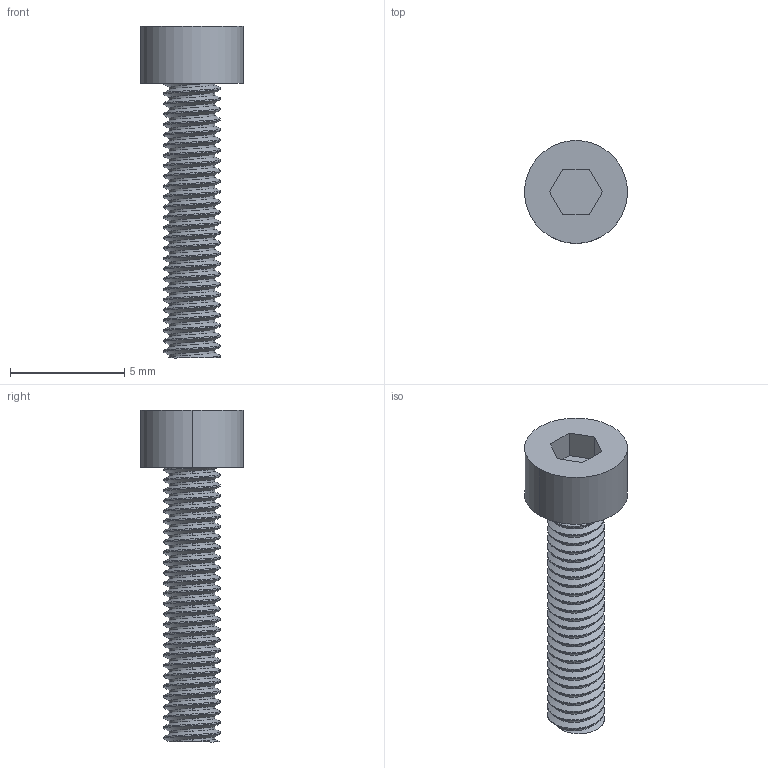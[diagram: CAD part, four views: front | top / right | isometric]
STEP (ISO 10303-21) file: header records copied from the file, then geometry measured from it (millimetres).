
FILE_DESCRIPTION (( 'STEP AP214' ), '1' );
FILE_NAME ('Bolt M2.5x12.STEP', '2021-06-04T11:07:31', ( '' ), ( '' ), 'SwSTEP 2.0', 'SolidWorks 2016', '' );
FILE_SCHEMA (( 'AUTOMOTIVE_DESIGN' ));
Length unit declared in the file: millimetre
Products named in the file (2): Bolt M2.5x12
Bounding box: 4.5 x 4.5 x 14.5 mm (x, y, z)
Volume: 82.1 mm3; surface area: 212.1 mm2
Topology: 1 solids, 1 shells, 70 faces, 198 edges, 132 vertices
Faces by surface type: cylinder 57, plane 10, bspline 3
Entity records: 5372 total; most frequent: CARTESIAN_POINT 3853, ORIENTED_EDGE 396, DIRECTION 226, EDGE_CURVE 198, VERTEX_POINT 132, AXIS2_PLACEMENT_3D 76, VECTOR 74, LINE 74
